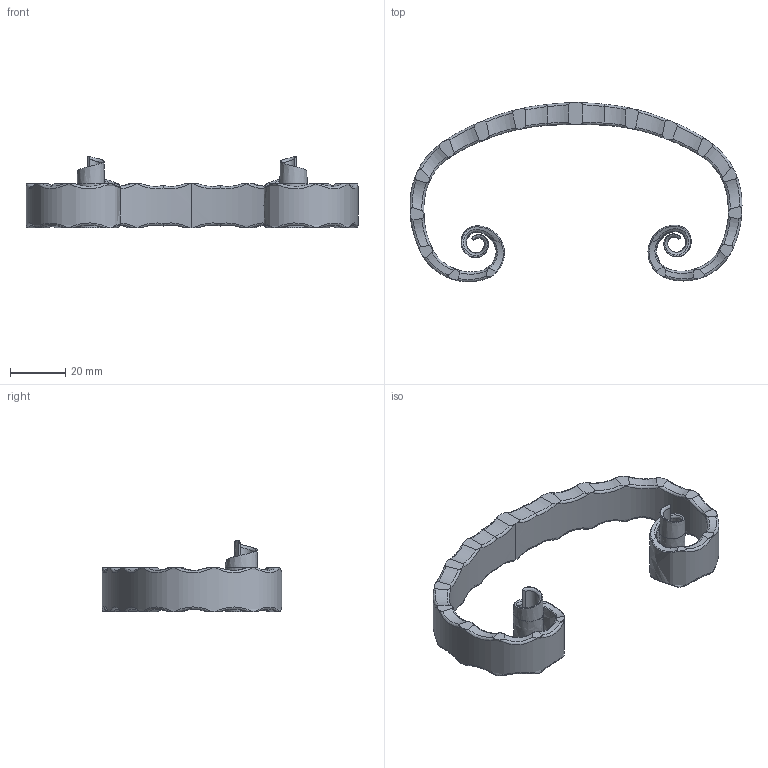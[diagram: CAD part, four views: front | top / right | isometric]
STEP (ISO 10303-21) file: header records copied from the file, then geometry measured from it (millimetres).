
FILE_DESCRIPTION (( 'STEP AP203' ), '1' );
FILE_NAME ('4510.STEP', '2023-11-22T14:33:19', ( '' ), ( '' ), 'SwSTEP 2.0', 'SolidWorks 2018', '' );
FILE_SCHEMA (( 'CONFIG_CONTROL_DESIGN' ));
Length unit declared in the file: millimetre
Products named in the file (1): 4510
Bounding box: 120.19 x 65 x 26 mm (x, y, z)
Volume: 23437.1 mm3; surface area: 13712.8 mm2
Topology: 1 solids, 1 shells, 196 faces, 606 edges, 410 vertices
Faces by surface type: bspline 96, plane 60, cylinder 40
Entity records: 17589 total; most frequent: CARTESIAN_POINT 13469, ORIENTED_EDGE 1208, EDGE_CURVE 604, B_SPLINE_CURVE_WITH_KNOTS 500, VERTEX_POINT 410, DIRECTION 310, EDGE_LOOP 196, FACE_OUTER_BOUND 196
